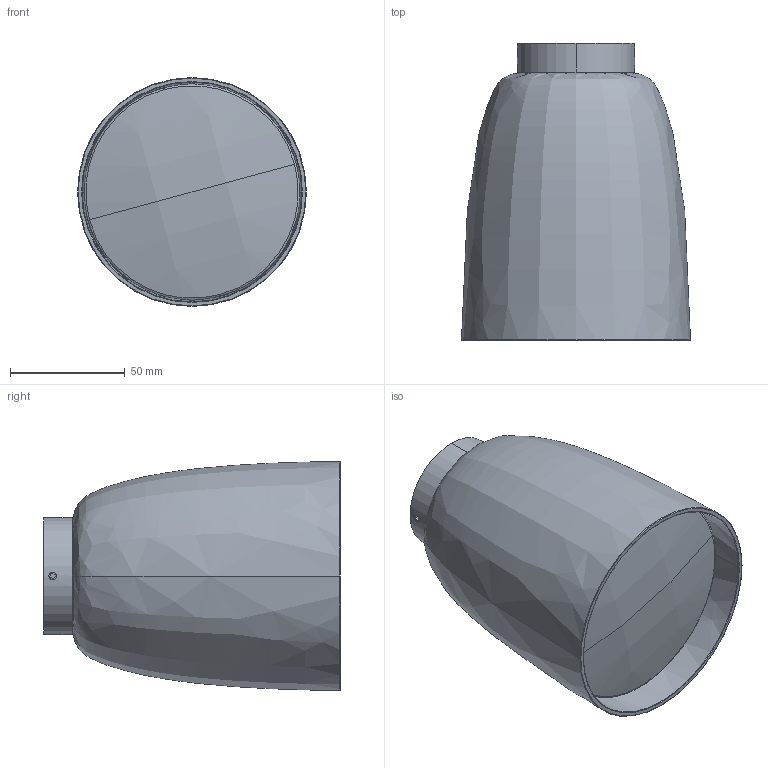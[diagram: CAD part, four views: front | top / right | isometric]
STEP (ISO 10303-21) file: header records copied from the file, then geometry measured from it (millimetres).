
FILE_DESCRIPTION (( 'STEP AP203' ), '1' );
FILE_NAME ('NUT PF-10 OUT 196011yyxxx.STEP', '2021-06-21T14:54:15', ( '' ), ( '' ), 'SwSTEP 2.0', 'SolidWorks 2019', '' );
FILE_SCHEMA (( 'CONFIG_CONTROL_DESIGN' ));
Length unit declared in the file: millimetre
Products named in the file (8): 000-196-019; 000-196-017; NUT PF-10 OUT 196011yyxxx; 000-196-003; 000-196_NUT PAQUETE OEV2; 000-ENSAMBLAJE FLORON DTECHO NUT; 000-196-018; 000-D913-44A2
Assembly tree (8 placements, depth 3):
  NUT PF-10 OUT 196011yyxxx
    000-196-019
    000-196_NUT PAQUETE OEV2
      000-196-003
    000-ENSAMBLAJE FLORON DTECHO NUT
      000-196-017
      000-196-018
      000-D913-44A2  x2
Bounding box: 99.75 x 129.38 x 99.75 mm (x, y, z)
Volume: 105783.8 mm3; surface area: 105003.2 mm2
Topology: 6 solids, 6 shells, 232 faces, 507 edges, 304 vertices
Faces by surface type: bspline 75, cylinder 56, cone 46, plane 43, torus 12
Entity records: 8619 total; most frequent: CARTESIAN_POINT 2996, DIRECTION 1076, ORIENTED_EDGE 958, EDGE_CURVE 479, AXIS2_PLACEMENT_3D 470, CIRCLE 313, VERTEX_POINT 286, EDGE_LOOP 257
